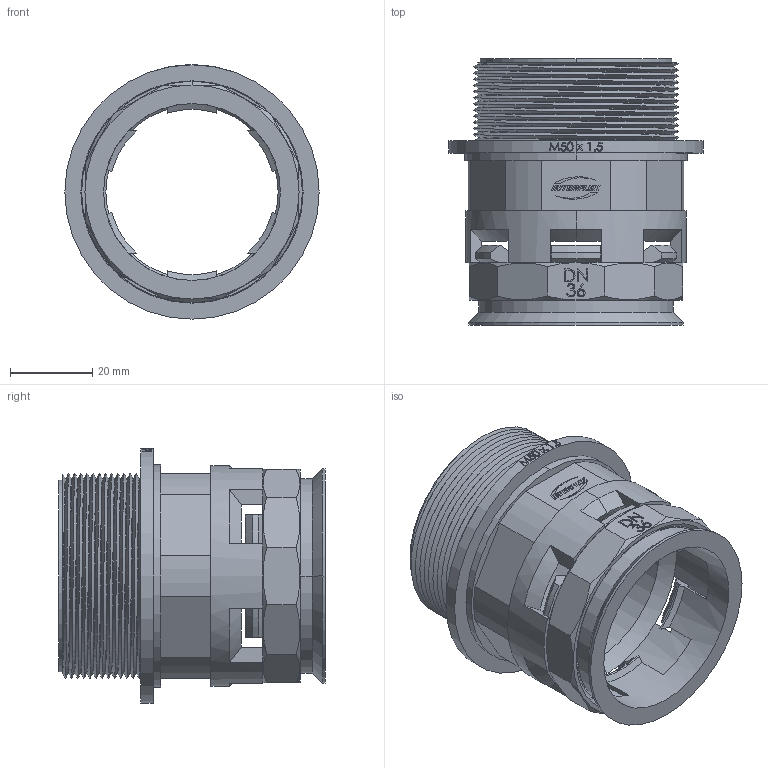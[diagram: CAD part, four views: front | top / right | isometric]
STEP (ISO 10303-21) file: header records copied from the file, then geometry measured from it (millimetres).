
FILE_DESCRIPTION (( 'STEP AP203' ), '1' );
FILE_NAME ('(MIR_36M50-)_I3040_0001_12_0.STEP', '2010-07-16T06:54:13', ( 'Llorenç' ), ( '' ), 'SwSTEP 2.0', 'SolidWorks 2007', '' );
FILE_SCHEMA (( 'CONFIG_CONTROL_DESIGN' ));
Length unit declared in the file: millimetre
Products named in the file (3): I3041_0001_00_0_MIR-36M50; I3041_0000_00_0_Corona per DN36; (MIR_36M50-)_I3040_0001_12_0
Assembly tree (2 placements, depth 2):
  (MIR_36M50-)_I3040_0001_12_0
    I3041_0001_00_0_MIR-36M50
    I3041_0000_00_0_Corona per DN36
Bounding box: 62 x 64.97 x 62 mm (x, y, z)
Volume: 38926.3 mm3; surface area: 29666 mm2
Topology: 3 solids, 3 shells, 404 faces, 1109 edges, 728 vertices
Faces by surface type: plane 216, bspline 89, cylinder 58, cone 41
Entity records: 21113 total; most frequent: CARTESIAN_POINT 11254, ORIENTED_EDGE 2218, DIRECTION 1620, EDGE_CURVE 1109, VERTEX_POINT 728, VECTOR 572, LINE 572, AXIS2_PLACEMENT_3D 524
